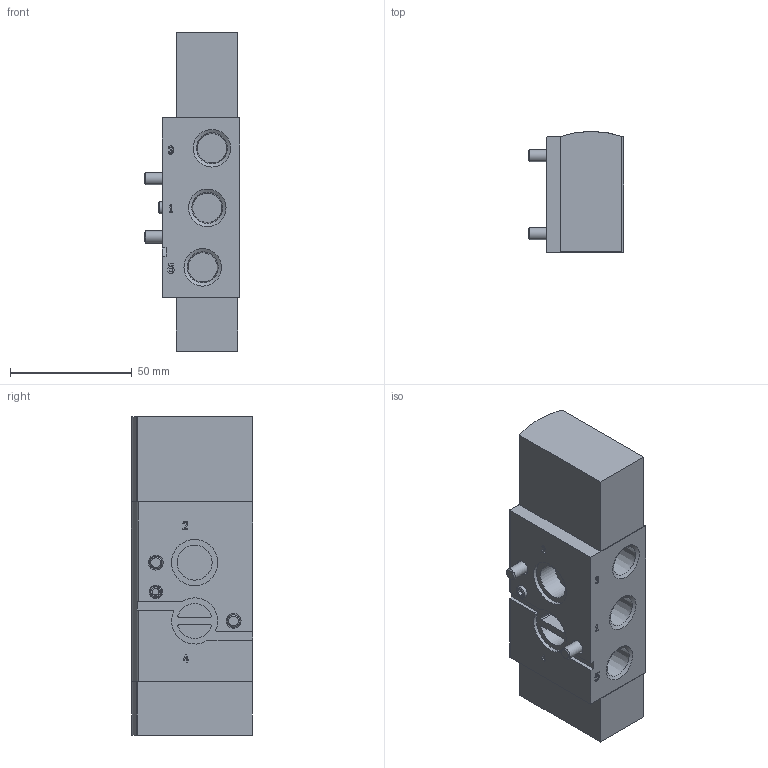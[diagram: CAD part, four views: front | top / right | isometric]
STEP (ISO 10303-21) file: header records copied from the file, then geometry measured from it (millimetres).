
FILE_DESCRIPTION(/* description */ ('STEP AP214'),/* implementation_level */ '2;1');
FILE_NAME(/* name */ '8114698_VSNC-FTC-M52-M-N14-P2',/* time_stamp */ '2024-09-17T05:33:11+02:00',/* author */ ('License CC BY-ND 4.0'),/* organization */ ('CADENAS'),/* preprocessor_version */ 'ST-DEVELOPER v19.3',/* originating_system */ 'PARTsolutions',/* authorisation */ ' ');
FILE_SCHEMA (('AUTOMOTIVE_DESIGN {1 0 10303 214 3 1 1}'));
Length unit declared in the file: millimetre
Products named in the file (4): 8114698 VSNC-FTC-M52-M-N14-P2; 8026033 VSNC-FTC-M52-M--N14-P2---(geh); DIN-913 - M5x10; DIN-912 - M5x33.5(F)
Assembly tree (4 placements, depth 2):
  8114698 VSNC-FTC-M52-M-N14-P2
    8026033 VSNC-FTC-M52-M--N14-P2---(geh)
    DIN-913 - M5x10
    DIN-912 - M5x33.5(F)  x2
Bounding box: 39.1 x 49.8 x 131 mm (x, y, z)
Volume: 175931.2 mm3; surface area: 29592.8 mm2
Topology: 4 solids, 4 shells, 223 faces, 500 edges, 309 vertices
Faces by surface type: plane 126, cylinder 50, cone 43, torus 4
Full cylindrical faces by diameter (mm): 2.5 x2, 3.242 x2, 5 x5, 5.5 x2, 8.5 x2, 10 x2, 14.4 x1, 19 x1
Entity records: 6426 total; most frequent: DIRECTION 933, CARTESIAN_POINT 932, ORIENTED_EDGE 812, EDGE_CURVE 406, AXIS2_PLACEMENT_3D 339, VERTEX_POINT 282, FACE_BOUND 264, EDGE_LOOP 261
